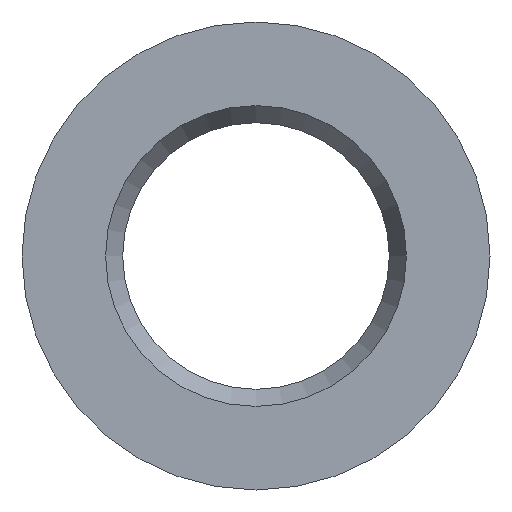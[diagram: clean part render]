
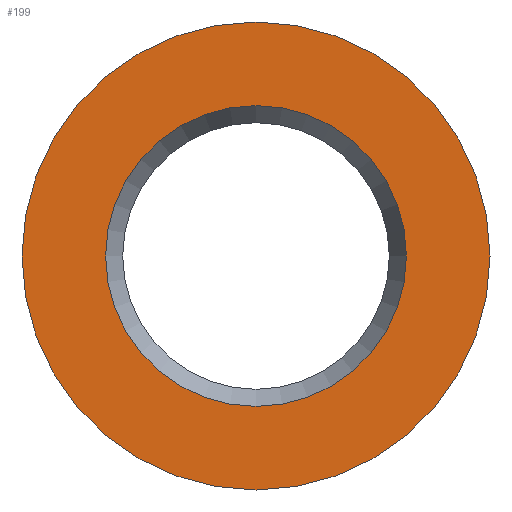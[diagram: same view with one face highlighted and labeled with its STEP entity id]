
A CAD part, left-side view. The second image highlights one B-rep face of the part: STEP entity #199.
In plain terms, the highlighted planar face has unit normal (-1, 0, 0).
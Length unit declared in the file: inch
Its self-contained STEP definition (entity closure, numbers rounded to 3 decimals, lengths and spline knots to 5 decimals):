
#6 = CARTESIAN_POINT ( 'NONE',  ( -3.14961, 0., 1.99896 ) ) ;
#14 = FACE_OUTER_BOUND ( 'NONE', #122, .T. ) ;
#17 = EDGE_CURVE ( 'NONE', #189, #189, #56, .T. ) ;
#30 = CIRCLE ( 'NONE', #177, 1.99896 ) ;
#48 = CARTESIAN_POINT ( 'NONE',  ( -3.14961, 2.44094, 0. ) ) ;
#56 = CIRCLE ( 'NONE', #141, 3.11024 ) ;
#85 = DIRECTION ( 'NONE',  ( 0., 0., 1. ) ) ;
#88 = FACE_BOUND ( 'NONE', #104, .T. ) ;
#104 = EDGE_LOOP ( 'NONE', ( #145 ) ) ;
#108 = DIRECTION ( 'NONE',  ( -1., 0., 0. ) ) ;
#118 = AXIS2_PLACEMENT_3D ( 'NONE', #48, #242, #186 ) ;
#119 = VERTEX_POINT ( 'NONE', #6 ) ;
#122 = EDGE_LOOP ( 'NONE', ( #222 ) ) ;
#124 = DIRECTION ( 'NONE',  ( 1., 0., 0. ) ) ;
#141 = AXIS2_PLACEMENT_3D ( 'NONE', #194, #108, #179 ) ;
#145 = ORIENTED_EDGE ( 'NONE', *, *, #197, .T. ) ;
#162 = PLANE ( 'NONE',  #118 ) ;
#177 = AXIS2_PLACEMENT_3D ( 'NONE', #201, #124, #85 ) ;
#179 = DIRECTION ( 'NONE',  ( 0., 0., -1. ) ) ;
#186 = DIRECTION ( 'NONE',  ( 0., 0., 1. ) ) ;
#189 = VERTEX_POINT ( 'NONE', #213 ) ;
#194 = CARTESIAN_POINT ( 'NONE',  ( -3.14961, 0., 0. ) ) ;
#197 = EDGE_CURVE ( 'NONE', #119, #119, #30, .T. ) ;
#199 = ADVANCED_FACE ( 'NONE', ( #88, #14 ), #162, .T. ) ;
#201 = CARTESIAN_POINT ( 'NONE',  ( -3.14961, 0., 0. ) ) ;
#213 = CARTESIAN_POINT ( 'NONE',  ( -3.14961, 0., -3.11024 ) ) ;
#222 = ORIENTED_EDGE ( 'NONE', *, *, #17, .T. ) ;
#242 = DIRECTION ( 'NONE',  ( -1., 0., 0. ) ) ;
